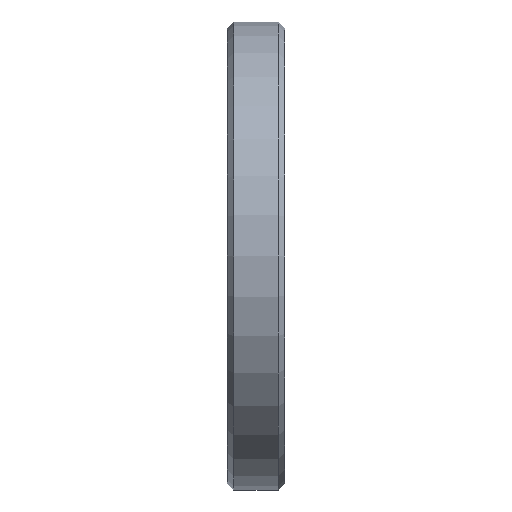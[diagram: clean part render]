
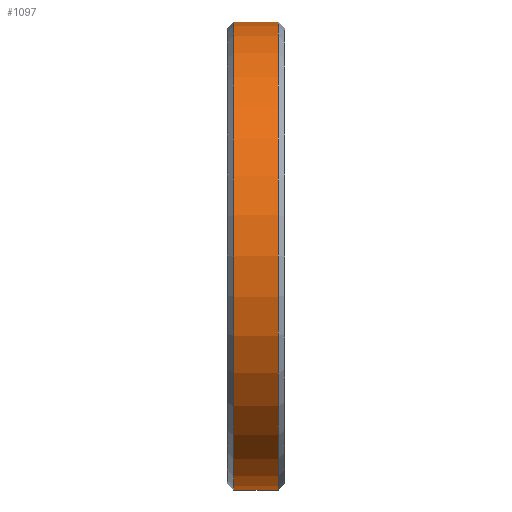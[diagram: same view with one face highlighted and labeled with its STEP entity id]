
A CAD part, front view. The second image highlights one B-rep face of the part: STEP entity #1097.
In plain terms, the highlighted cylindrical face has radius 9.525 mm (diameter 19.05 mm), a partial arc.
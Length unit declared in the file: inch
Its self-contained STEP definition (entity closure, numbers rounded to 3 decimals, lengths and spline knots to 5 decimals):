
#10 = EDGE_CURVE ( 'NONE', #706, #439, #724, .T. ) ;
#76 = CARTESIAN_POINT ( 'NONE',  ( 0.082, 0., 0. ) ) ;
#88 = VECTOR ( 'NONE', #770, 39.37008 ) ;
#149 = ORIENTED_EDGE ( 'NONE', *, *, #10, .T. ) ;
#168 = EDGE_LOOP ( 'NONE', ( #1064, #680, #229, #149 ) ) ;
#229 = ORIENTED_EDGE ( 'NONE', *, *, #582, .T. ) ;
#259 = AXIS2_PLACEMENT_3D ( 'NONE', #633, #476, #803 ) ;
#273 = CARTESIAN_POINT ( 'NONE',  ( 0., 0., -0.375 ) ) ;
#285 = DIRECTION ( 'NONE',  ( 1., 0., 0. ) ) ;
#313 = CIRCLE ( 'NONE', #408, 0.375 ) ;
#320 = FACE_OUTER_BOUND ( 'NONE', #168, .T. ) ;
#352 = EDGE_CURVE ( 'NONE', #994, #439, #1139, .T. ) ;
#362 = CARTESIAN_POINT ( 'NONE',  ( 0.01, 0., 0. ) ) ;
#395 = DIRECTION ( 'NONE',  ( 1., 0., 0. ) ) ;
#408 = AXIS2_PLACEMENT_3D ( 'NONE', #362, #395, #1000 ) ;
#434 = CYLINDRICAL_SURFACE ( 'NONE', #259, 0.375 ) ;
#439 = VERTEX_POINT ( 'NONE', #941 ) ;
#476 = DIRECTION ( 'NONE',  ( 1., 0., 0. ) ) ;
#485 = CARTESIAN_POINT ( 'NONE',  ( 0.082, 0., -0.375 ) ) ;
#512 = CARTESIAN_POINT ( 'NONE',  ( 0., 0., 0.375 ) ) ;
#538 = DIRECTION ( 'NONE',  ( -1., 0., 0. ) ) ;
#582 = EDGE_CURVE ( 'NONE', #1012, #706, #899, .T. ) ;
#619 = DIRECTION ( 'NONE',  ( 0., 0., -1. ) ) ;
#633 = CARTESIAN_POINT ( 'NONE',  ( 0., 0., 0. ) ) ;
#680 = ORIENTED_EDGE ( 'NONE', *, *, #1113, .T. ) ;
#706 = VERTEX_POINT ( 'NONE', #485 ) ;
#724 = CIRCLE ( 'NONE', #1046, 0.375 ) ;
#770 = DIRECTION ( 'NONE',  ( 1., 0., 0. ) ) ;
#803 = DIRECTION ( 'NONE',  ( 0., 0., -1. ) ) ;
#899 = LINE ( 'NONE', #273, #1084 ) ;
#902 = CARTESIAN_POINT ( 'NONE',  ( 0.01, 0., -0.375 ) ) ;
#941 = CARTESIAN_POINT ( 'NONE',  ( 0.082, 0., 0.375 ) ) ;
#994 = VERTEX_POINT ( 'NONE', #1143 ) ;
#1000 = DIRECTION ( 'NONE',  ( 0., 0., 1. ) ) ;
#1012 = VERTEX_POINT ( 'NONE', #902 ) ;
#1046 = AXIS2_PLACEMENT_3D ( 'NONE', #76, #538, #619 ) ;
#1064 = ORIENTED_EDGE ( 'NONE', *, *, #352, .F. ) ;
#1084 = VECTOR ( 'NONE', #285, 39.37008 ) ;
#1097 = ADVANCED_FACE ( 'NONE', ( #320 ), #434, .T. ) ;
#1113 = EDGE_CURVE ( 'NONE', #994, #1012, #313, .T. ) ;
#1139 = LINE ( 'NONE', #512, #88 ) ;
#1143 = CARTESIAN_POINT ( 'NONE',  ( 0.01, 0., 0.375 ) ) ;
